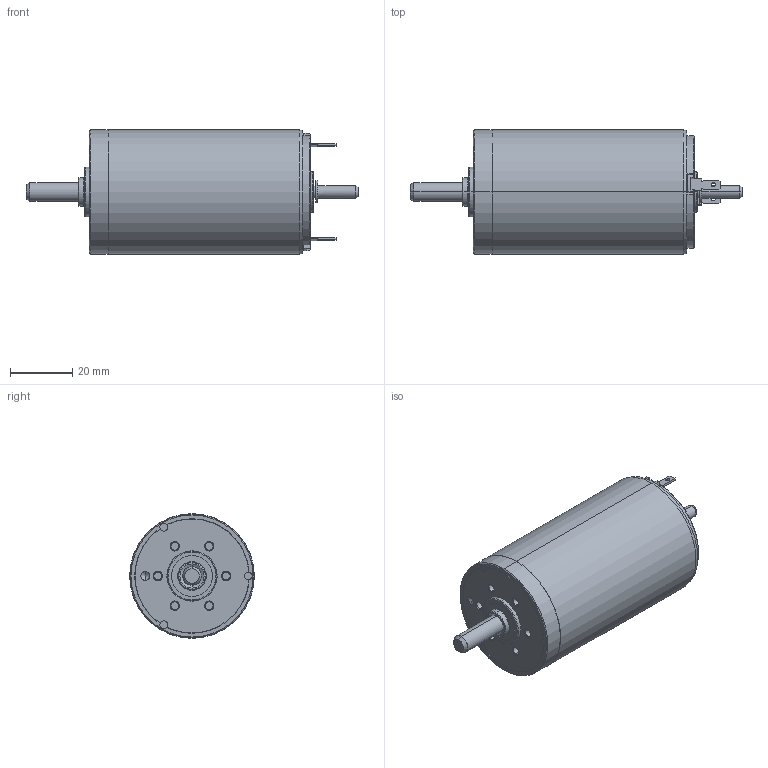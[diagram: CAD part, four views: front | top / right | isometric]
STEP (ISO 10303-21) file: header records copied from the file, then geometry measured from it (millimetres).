
FILE_DESCRIPTION (( 'STEP AP203' ), '1' );
FILE_NAME ('Maxon RE40.STEP', '2018-04-13T15:04:32', ( '' ), ( '' ), 'SwSTEP 2.0', 'SolidWorks 2018', '' );
FILE_SCHEMA (( 'CONFIG_CONTROL_DESIGN' ));
Length unit declared in the file: millimetre
Products named in the file (1): Maxon RE40
Bounding box: 106.6 x 40 x 40 mm (x, y, z)
Volume: 89295.8 mm3; surface area: 13630.5 mm2
Topology: 3 solids, 3 shells, 423 faces, 1087 edges, 705 vertices
Faces by surface type: cylinder 159, plane 154, cone 63, bspline 47
Entity records: 14091 total; most frequent: CARTESIAN_POINT 3622, DIRECTION 2205, ORIENTED_EDGE 2170, EDGE_CURVE 1085, AXIS2_PLACEMENT_3D 832, VERTEX_POINT 705, VECTOR 541, LINE 541
